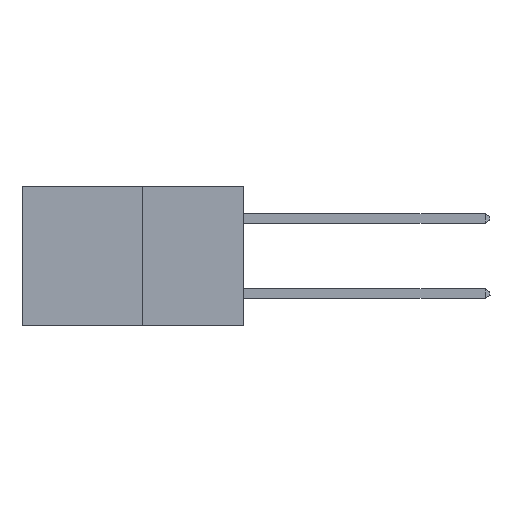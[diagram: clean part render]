
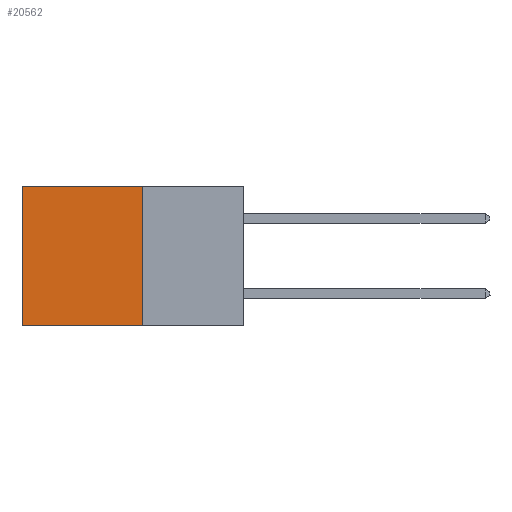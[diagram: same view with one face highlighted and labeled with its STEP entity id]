
A CAD part, left-side view. The second image highlights one B-rep face of the part: STEP entity #20562.
In plain terms, the highlighted planar face has unit normal (-1, 0, 0).
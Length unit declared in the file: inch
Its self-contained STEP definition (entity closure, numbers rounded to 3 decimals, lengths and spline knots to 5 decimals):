
#73 = VERTEX_POINT ( 'NONE', #7626 ) ;
#528 = CARTESIAN_POINT ( 'NONE',  ( 0.277, 0.27, 0. ) ) ;
#581 = DIRECTION ( 'NONE',  ( 0., 1., 0. ) ) ;
#1213 = DIRECTION ( 'NONE',  ( 1., 0., 0. ) ) ;
#2404 = DIRECTION ( 'NONE',  ( 0., 1., 0. ) ) ;
#5052 = VECTOR ( 'NONE', #581, 39.37008 ) ;
#5510 = LINE ( 'NONE', #27426, #32385 ) ;
#6119 = CARTESIAN_POINT ( 'NONE',  ( 0.277, 0.59, 0. ) ) ;
#6161 = LINE ( 'NONE', #9507, #31446 ) ;
#7616 = ORIENTED_EDGE ( 'NONE', *, *, #25035, .F. ) ;
#7626 = CARTESIAN_POINT ( 'NONE',  ( 0.277, 0.59, -0.37 ) ) ;
#7822 = ORIENTED_EDGE ( 'NONE', *, *, #26025, .T. ) ;
#8096 = LINE ( 'NONE', #9912, #26679 ) ;
#9507 = CARTESIAN_POINT ( 'NONE',  ( 0.277, 0.27, -0.37 ) ) ;
#9721 = DIRECTION ( 'NONE',  ( 0., 0., -1. ) ) ;
#9912 = CARTESIAN_POINT ( 'NONE',  ( 0.277, 0.27, 0. ) ) ;
#10023 = FACE_OUTER_BOUND ( 'NONE', #11688, .T. ) ;
#10106 = VERTEX_POINT ( 'NONE', #6119 ) ;
#10258 = EDGE_CURVE ( 'NONE', #32183, #24989, #6161, .T. ) ;
#10435 = CARTESIAN_POINT ( 'NONE',  ( 0.277, 0.27, -0.37 ) ) ;
#11688 = EDGE_LOOP ( 'NONE', ( #7822, #7616, #27817, #27078 ) ) ;
#15476 = AXIS2_PLACEMENT_3D ( 'NONE', #31501, #1213, #18873 ) ;
#16327 = PLANE ( 'NONE',  #15476 ) ;
#18873 = DIRECTION ( 'NONE',  ( 0., 0., -1. ) ) ;
#20562 = ADVANCED_FACE ( 'NONE', ( #10023 ), #16327, .F. ) ;
#20799 = CARTESIAN_POINT ( 'NONE',  ( 0.277, 0.27, -0.37 ) ) ;
#24989 = VERTEX_POINT ( 'NONE', #10435 ) ;
#25035 = EDGE_CURVE ( 'NONE', #24989, #73, #31921, .T. ) ;
#26025 = EDGE_CURVE ( 'NONE', #10106, #73, #5510, .T. ) ;
#26679 = VECTOR ( 'NONE', #2404, 39.37008 ) ;
#27078 = ORIENTED_EDGE ( 'NONE', *, *, #28448, .T. ) ;
#27426 = CARTESIAN_POINT ( 'NONE',  ( 0.277, 0.59, -0.37 ) ) ;
#27817 = ORIENTED_EDGE ( 'NONE', *, *, #10258, .F. ) ;
#28448 = EDGE_CURVE ( 'NONE', #32183, #10106, #8096, .T. ) ;
#31446 = VECTOR ( 'NONE', #32397, 39.37008 ) ;
#31501 = CARTESIAN_POINT ( 'NONE',  ( 0.277, 0.27, -0.37 ) ) ;
#31921 = LINE ( 'NONE', #20799, #5052 ) ;
#32183 = VERTEX_POINT ( 'NONE', #528 ) ;
#32385 = VECTOR ( 'NONE', #9721, 39.37008 ) ;
#32397 = DIRECTION ( 'NONE',  ( 0., 0., -1. ) ) ;
